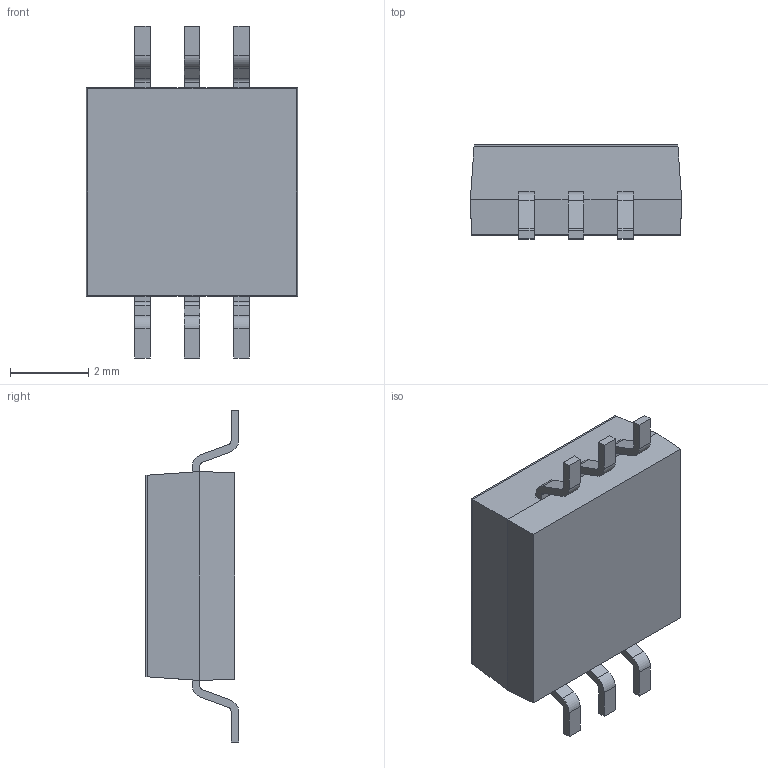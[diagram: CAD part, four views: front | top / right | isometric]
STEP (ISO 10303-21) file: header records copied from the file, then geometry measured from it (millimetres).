
FILE_DESCRIPTION (( 'STEP AP214' ), '1' );
FILE_NAME ('dshp03ts-s.STEP', '2023-01-17T07:56:40', ( '' ), ( '' ), 'SwSTEP 2.0', 'SolidWorks 2018', '' );
FILE_SCHEMA (( 'AUTOMOTIVE_DESIGN' ));
Length unit declared in the file: millimetre
Products named in the file (1): dshp03ts-s
Bounding box: 5.41 x 2.4 x 8.5 mm (x, y, z)
Volume: 64.2 mm3; surface area: 129 mm2
Topology: 1 solids, 1 shells, 558 faces, 1570 edges, 1040 vertices
Faces by surface type: plane 528, cylinder 30
Entity records: 17688 total; most frequent: CARTESIAN_POINT 3169, ORIENTED_EDGE 3140, DIRECTION 2748, EDGE_CURVE 1570, VECTOR 1510, LINE 1510, VERTEX_POINT 1040, AXIS2_PLACEMENT_3D 619
